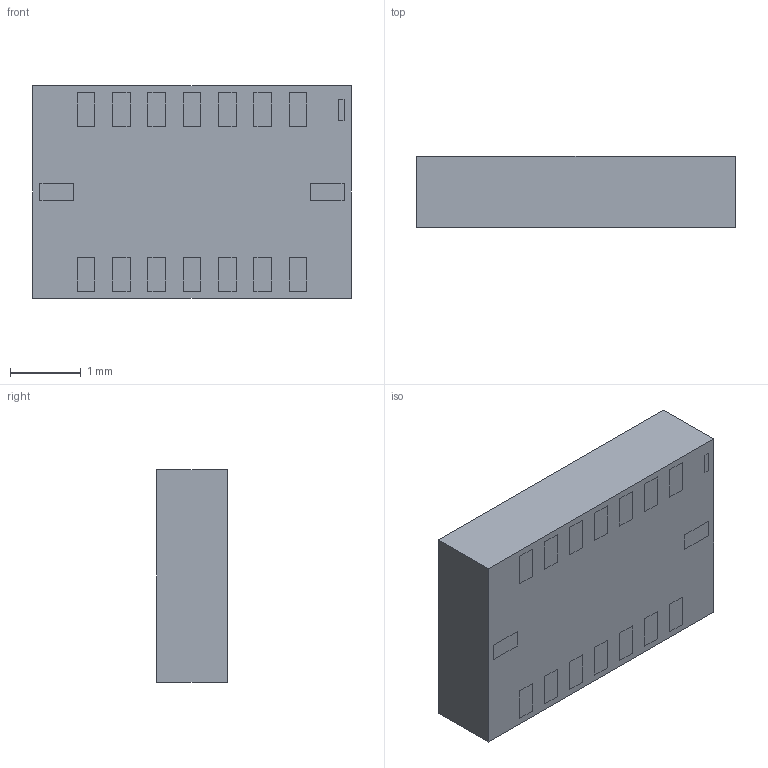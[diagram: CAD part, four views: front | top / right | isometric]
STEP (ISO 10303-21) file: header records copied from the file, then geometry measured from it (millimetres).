
FILE_DESCRIPTION (( 'STEP AP214' ), '1' );
FILE_NAME ('BMI088.STEP', '2018-09-17T11:22:01', ( '' ), ( '' ), 'SwSTEP 2.0', 'SolidWorks 2017', '' );
FILE_SCHEMA (( 'AUTOMOTIVE_DESIGN' ));
Length unit declared in the file: millimetre
Products named in the file (1): BMI088
Bounding box: 4.5 x 1 x 3 mm (x, y, z)
Volume: 13.5 mm3; surface area: 50.6 mm2
Topology: 18 solids, 18 shells, 193 faces, 420 edges, 280 vertices
Faces by surface type: plane 193
Entity records: 5341 total; most frequent: CARTESIAN_POINT 894, ORIENTED_EDGE 840, DIRECTION 808, EDGE_CURVE 420, VECTOR 420, LINE 420, VERTEX_POINT 280, EDGE_LOOP 210
